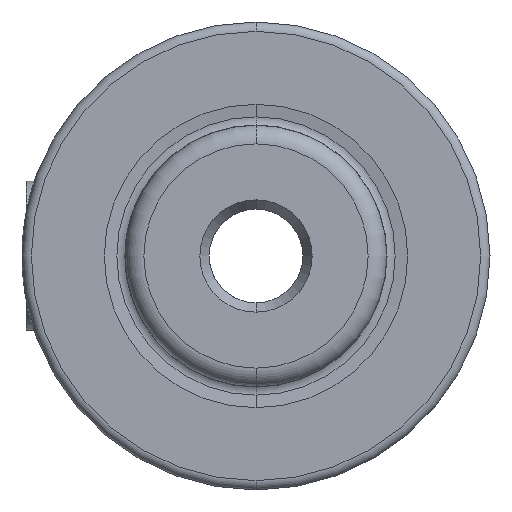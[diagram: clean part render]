
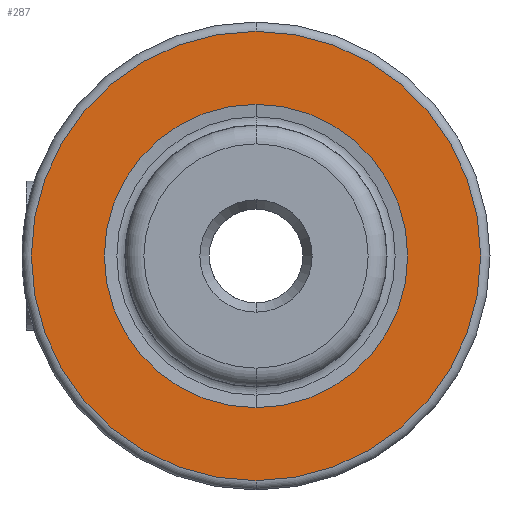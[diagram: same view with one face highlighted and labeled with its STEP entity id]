
A CAD part, left-side view. The second image highlights one B-rep face of the part: STEP entity #287.
In plain terms, the highlighted planar face has unit normal (-1, 0, 0).
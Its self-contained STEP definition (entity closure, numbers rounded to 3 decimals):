
#1 = CARTESIAN_POINT ( 'NONE',  ( 0., 0., 12. ) ) ;
#287 = ADVANCED_FACE ( 'NONE', ( #1893, #823 ), #1475, .F. ) ;
#288 = DIRECTION ( 'NONE',  ( -1., 0., 0. ) ) ;
#307 = AXIS2_PLACEMENT_3D ( 'NONE', #1434, #799, #1024 ) ;
#313 = CARTESIAN_POINT ( 'NONE',  ( 0., 0., 0. ) ) ;
#340 = EDGE_CURVE ( 'NONE', #2140, #2042, #1229, .T. ) ;
#361 = EDGE_CURVE ( 'NONE', #2360, #1200, #2299, .T. ) ;
#362 = CIRCLE ( 'NONE', #307, 12. ) ;
#387 = CIRCLE ( 'NONE', #2226, 8.103 ) ;
#476 = ORIENTED_EDGE ( 'NONE', *, *, #340, .T. ) ;
#549 = ORIENTED_EDGE ( 'NONE', *, *, #947, .F. ) ;
#692 = ORIENTED_EDGE ( 'NONE', *, *, #1331, .T. ) ;
#781 = DIRECTION ( 'NONE',  ( 0., 0., -1. ) ) ;
#799 = DIRECTION ( 'NONE',  ( -1., 0., 0. ) ) ;
#822 = EDGE_LOOP ( 'NONE', ( #476, #692 ) ) ;
#823 = FACE_OUTER_BOUND ( 'NONE', #822, .T. ) ;
#891 = ORIENTED_EDGE ( 'NONE', *, *, #361, .F. ) ;
#947 = EDGE_CURVE ( 'NONE', #1200, #2360, #387, .T. ) ;
#1020 = CARTESIAN_POINT ( 'NONE',  ( 0., 0., -12. ) ) ;
#1024 = DIRECTION ( 'NONE',  ( 0., 0., 1. ) ) ;
#1200 = VERTEX_POINT ( 'NONE', #1705 ) ;
#1229 = CIRCLE ( 'NONE', #1753, 12. ) ;
#1315 = DIRECTION ( 'NONE',  ( -1., 0., 0. ) ) ;
#1331 = EDGE_CURVE ( 'NONE', #2042, #2140, #362, .T. ) ;
#1344 = CARTESIAN_POINT ( 'NONE',  ( 0., 8.103, 0. ) ) ;
#1434 = CARTESIAN_POINT ( 'NONE',  ( 0., 0., 0. ) ) ;
#1441 = EDGE_LOOP ( 'NONE', ( #549, #891 ) ) ;
#1464 = CARTESIAN_POINT ( 'NONE',  ( 0., 0., 0. ) ) ;
#1475 = PLANE ( 'NONE',  #1481 ) ;
#1481 = AXIS2_PLACEMENT_3D ( 'NONE', #1344, #2095, #781 ) ;
#1509 = DIRECTION ( 'NONE',  ( -1., 0., 0. ) ) ;
#1635 = DIRECTION ( 'NONE',  ( 0., 0., 1. ) ) ;
#1705 = CARTESIAN_POINT ( 'NONE',  ( 0., 0., 8.103 ) ) ;
#1753 = AXIS2_PLACEMENT_3D ( 'NONE', #313, #1509, #2318 ) ;
#1808 = DIRECTION ( 'NONE',  ( 0., 0., 1. ) ) ;
#1893 = FACE_BOUND ( 'NONE', #1441, .T. ) ;
#1901 = CARTESIAN_POINT ( 'NONE',  ( 0., 0., 0. ) ) ;
#2042 = VERTEX_POINT ( 'NONE', #1020 ) ;
#2095 = DIRECTION ( 'NONE',  ( 1., 0., 0. ) ) ;
#2140 = VERTEX_POINT ( 'NONE', #1 ) ;
#2158 = AXIS2_PLACEMENT_3D ( 'NONE', #1901, #288, #1808 ) ;
#2208 = CARTESIAN_POINT ( 'NONE',  ( 0., 0., -8.103 ) ) ;
#2226 = AXIS2_PLACEMENT_3D ( 'NONE', #1464, #1315, #1635 ) ;
#2299 = CIRCLE ( 'NONE', #2158, 8.103 ) ;
#2318 = DIRECTION ( 'NONE',  ( 0., 0., 1. ) ) ;
#2360 = VERTEX_POINT ( 'NONE', #2208 ) ;
